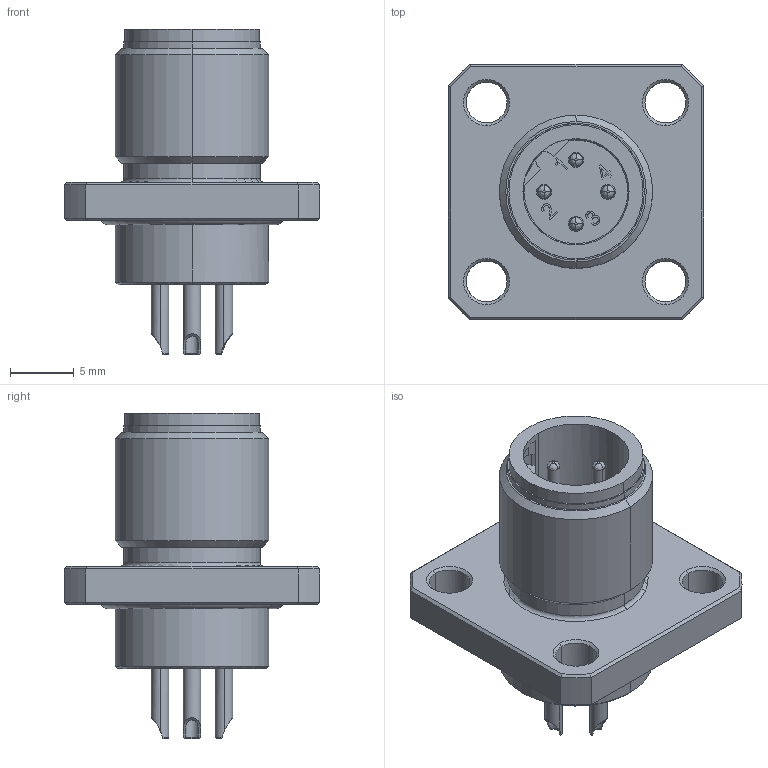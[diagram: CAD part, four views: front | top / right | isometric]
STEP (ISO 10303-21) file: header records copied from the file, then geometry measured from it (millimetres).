
FILE_DESCRIPTION(('CATIA V5 STEP Exchange','CAx-IF Rec.Pracs.--- Model Styling and Organization---1.4--- 2014-01-23'),'2;1');
FILE_NAME ('D1461953_1_2424310000_2424310000.stp','2021-01-02T10:21:50+00:00',('none'),('Weidmueller'),'CATIA Version 5-6 Release 2016 SP3 HF44','CATIA V5 STEP AP214','none');
FILE_SCHEMA(('AUTOMOTIVE_DESIGN { 1 0 10303 214 1 1 1 1 }'));
Length unit declared in the file: millimetre
Products named in the file (1): 2424310000
Bounding box: 20 x 20 x 25.5 mm (x, y, z)
Volume: 2441.6 mm3; surface area: 3284.5 mm2
Topology: 7 solids, 7 shells, 261 faces, 725 edges, 484 vertices
Faces by surface type: plane 77, cylinder 71, bspline 53, cone 50, torus 10
Entity records: 9556 total; most frequent: CARTESIAN_POINT 3766, ORIENTED_EDGE 1426, DIRECTION 772, EDGE_CURVE 713, VERTEX_POINT 484, AXIS2_PLACEMENT_3D 352, B_SPLINE_CURVE_WITH_KNOTS 300, EDGE_LOOP 289
